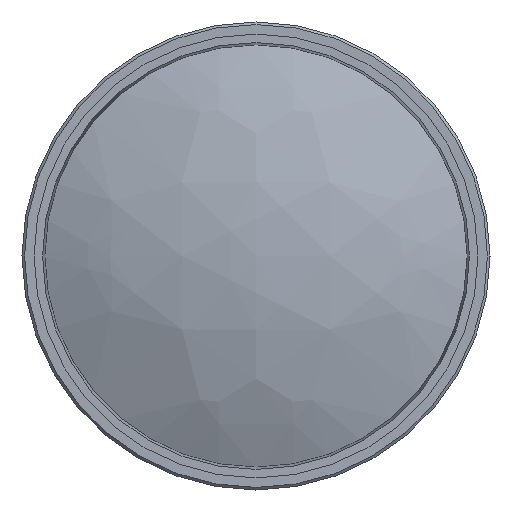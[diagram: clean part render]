
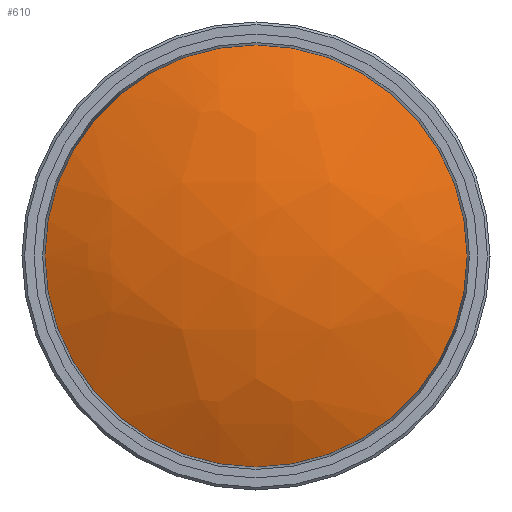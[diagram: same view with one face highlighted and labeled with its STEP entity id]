
A CAD part, left-side view. The second image highlights one B-rep face of the part: STEP entity #610.
In plain terms, the highlighted free-form (B-spline) face has degree [3, 3] with [4, 4] control points.
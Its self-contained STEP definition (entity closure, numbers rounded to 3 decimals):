
#25 = AXIS2_PLACEMENT_3D ( 'NONE', #573, #706, #38 ) ;
#32 = CARTESIAN_POINT ( 'NONE',  ( 17.648, 42.145, 38.113 ) ) ;
#38 = DIRECTION ( 'NONE',  ( 0., 0., 1. ) ) ;
#44 = CARTESIAN_POINT ( 'NONE',  ( 17.723, -42.323, 38.078 ) ) ;
#103 = CARTESIAN_POINT ( 'NONE',  ( 17.81, -42.323, -38.266 ) ) ;
#114 = CARTESIAN_POINT ( 'NONE',  ( 9.003, 0., 41.532 ) ) ;
#117 = VERTEX_POINT ( 'NONE', #114 ) ;
#160 = CARTESIAN_POINT ( 'NONE',  ( -6.716, -15.11, 15.326 ) ) ;
#183 = CIRCLE ( 'NONE', #25, 41.532 ) ;
#199 =( BOUNDED_SURFACE ( )  B_SPLINE_SURFACE ( 3, 3, ( 
 ( #419, #691, #498, #32 ),
 ( #292, #827, #226, #830 ),
 ( #500, #759, #160, #763 ),
 ( #103, #362, #767, #44 ) ),
 .UNSPECIFIED., .F., .F., .F. ) 
 B_SPLINE_SURFACE_WITH_KNOTS ( ( 4, 4 ),
 ( 4, 4 ),
 ( 0., 1. ),
 ( 0., 1. ),
 .UNSPECIFIED. ) 
 GEOMETRIC_REPRESENTATION_ITEM ( )  RATIONAL_B_SPLINE_SURFACE ( (
 ( 1., 0.938, 0.938, 1.),
 ( 0.938, 0.88, 0.88, 0.938),
 ( 0.938, 0.88, 0.88, 0.938),
 ( 1., 0.938, 0.938, 1.) ) ) 
 REPRESENTATION_ITEM ( '' )  SURFACE ( )  );
#226 = CARTESIAN_POINT ( 'NONE',  ( -6.746, 14.907, 15.33 ) ) ;
#292 = CARTESIAN_POINT ( 'NONE',  ( 6.294, 14.907, -43.608 ) ) ;
#362 = CARTESIAN_POINT ( 'NONE',  ( 6.398, -42.323, -13.666 ) ) ;
#419 = CARTESIAN_POINT ( 'NONE',  ( 17.735, 42.145, -38.301 ) ) ;
#498 = CARTESIAN_POINT ( 'NONE',  ( 6.282, 42.145, 13.465 ) ) ;
#500 = CARTESIAN_POINT ( 'NONE',  ( 6.32, -15.11, -43.596 ) ) ;
#564 = FACE_OUTER_BOUND ( 'NONE', #802, .T. ) ;
#573 = CARTESIAN_POINT ( 'NONE',  ( 9.003, 0., 0. ) ) ;
#610 = ADVANCED_FACE ( 'NONE', ( #564 ), #199, .T. ) ;
#626 = EDGE_CURVE ( 'NONE', #117, #117, #183, .T. ) ;
#691 = CARTESIAN_POINT ( 'NONE',  ( 6.313, 42.145, -13.678 ) ) ;
#706 = DIRECTION ( 'NONE',  ( -1., 0., 0. ) ) ;
#759 = CARTESIAN_POINT ( 'NONE',  ( -6.681, -15.11, -15.569 ) ) ;
#763 = CARTESIAN_POINT ( 'NONE',  ( 6.222, -15.11, 43.382 ) ) ;
#767 = CARTESIAN_POINT ( 'NONE',  ( 6.368, -42.323, 13.452 ) ) ;
#802 = EDGE_LOOP ( 'NONE', ( #853 ) ) ;
#827 = CARTESIAN_POINT ( 'NONE',  ( -6.711, 14.907, -15.574 ) ) ;
#830 = CARTESIAN_POINT ( 'NONE',  ( 6.195, 14.907, 43.394 ) ) ;
#853 = ORIENTED_EDGE ( 'NONE', *, *, #626, .T. ) ;
